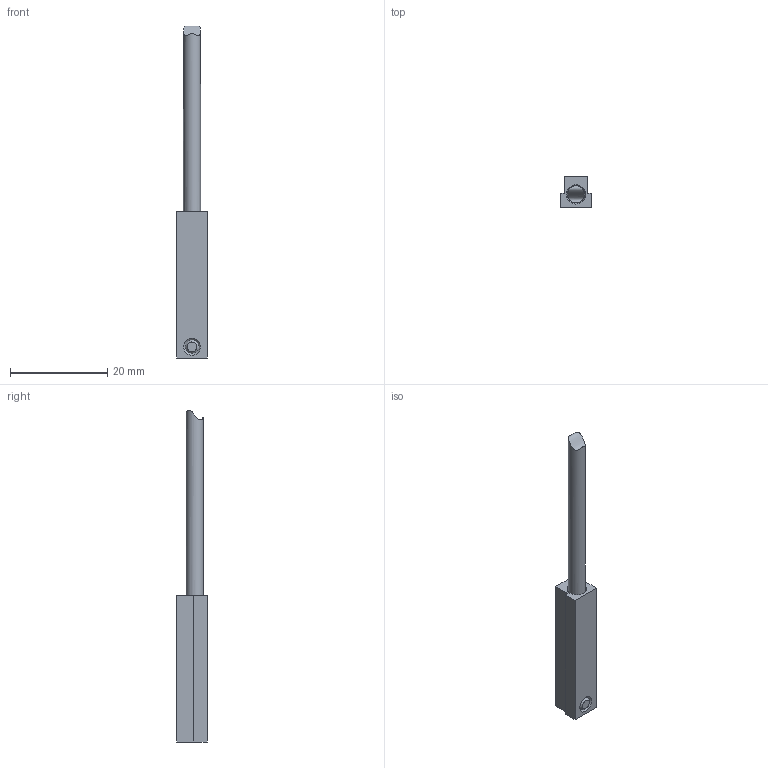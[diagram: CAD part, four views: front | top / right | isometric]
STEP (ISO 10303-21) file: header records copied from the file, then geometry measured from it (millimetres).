
FILE_DESCRIPTION((''),'2;1');
FILE_NAME('MZ0701AA.stp','2014-06-28T16:59:52',('Administrator'),(''),'Autodesk Inventor 11','Autodesk Inventor 11','');
FILE_SCHEMA(('AUTOMOTIVE_DESIGN { 1 0 10303 214 1 1 1 1 }'));
Length unit declared in the file: millimetre
Products named in the file (1): MZ0701AA
Bounding box: 6.2 x 6.34 x 68.19 mm (x, y, z)
Volume: 1381.5 mm3; surface area: 1259.5 mm2
Topology: 1 solids, 1 shells, 29 faces, 71 edges, 49 vertices
Faces by surface type: plane 20, cone 6, cylinder 2, bspline 1
Full cylindrical faces by diameter (mm): 3 x1, 3.5 x1
Entity records: 909 total; most frequent: CARTESIAN_POINT 262, ORIENTED_EDGE 120, DIRECTION 116, EDGE_CURVE 60, VERTEX_POINT 46, EDGE_LOOP 42, AXIS2_PLACEMENT_3D 40, VECTOR 36
